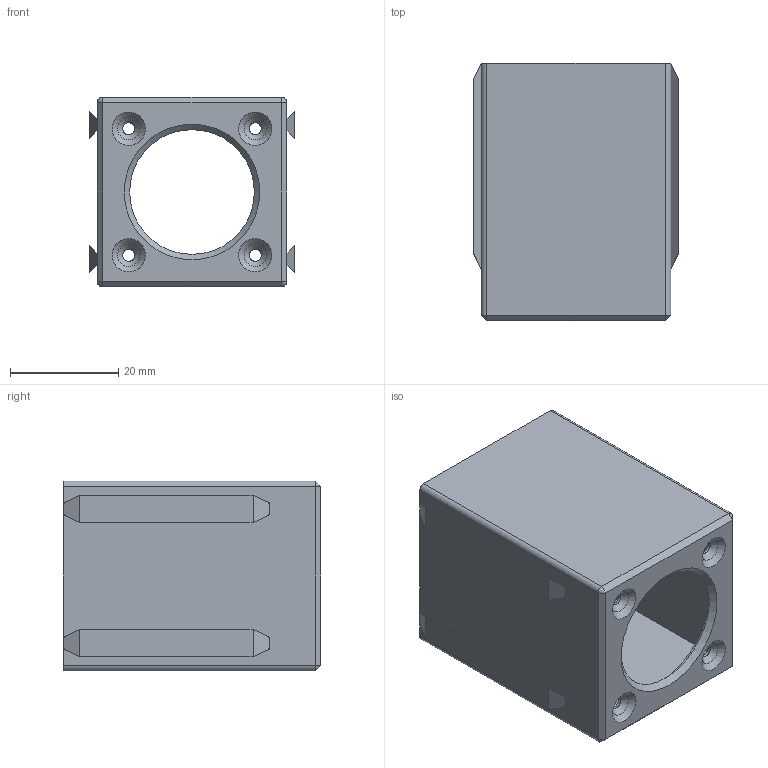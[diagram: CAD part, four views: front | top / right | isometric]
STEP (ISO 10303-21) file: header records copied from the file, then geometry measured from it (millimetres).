
FILE_DESCRIPTION(/* description */ ('Alibre Inc.'),/* implementation_level */ '2;1');
FILE_NAME(/* name */ 'export-39E01918-CA2A-486C-8B14-22059B4A45F8',/* time_stamp */ '2025-09-06T21:40:19+02:00',/* author */ (''),/* organization */ (''),/* preprocessor_version */ 'ST-DEVELOPER v17',/* originating_system */ 'Alibre',/* authorisation */ '');
FILE_SCHEMA (('CONFIG_CONTROL_DESIGN'));
Length unit declared in the file: millimetre
Bounding box: 37.83 x 47.5 x 35 mm (x, y, z)
Volume: 14150.1 mm3; surface area: 14831.2 mm2
Topology: 1 solids, 1 shells, 62 faces, 170 edges, 108 vertices
Faces by surface type: plane 40, cylinder 9, cone 9, bspline 4
Full cylindrical faces by diameter (mm): 2.2 x4, 26.2 x1
Entity records: 2573 total; most frequent: CARTESIAN_POINT 1038, ORIENTED_EDGE 304, DIRECTION 244, EDGE_CURVE 152, VECTOR 112, LINE 112, VERTEX_POINT 104, AXIS2_PLACEMENT_3D 86
